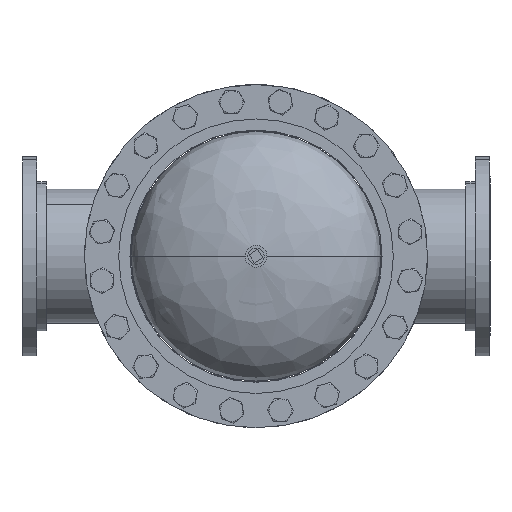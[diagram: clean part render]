
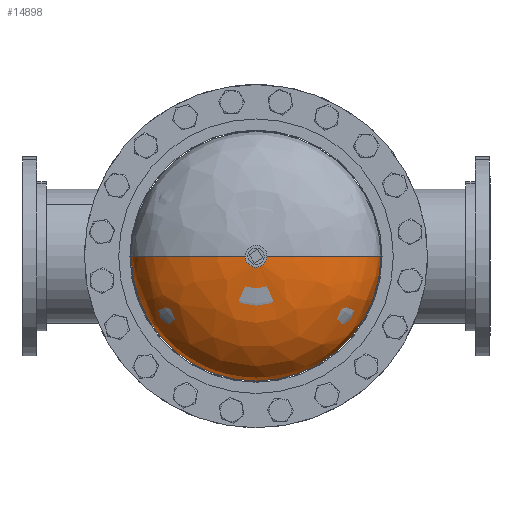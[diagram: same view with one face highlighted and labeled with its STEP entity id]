
A CAD part, front view. The second image highlights one B-rep face of the part: STEP entity #14898.
In plain terms, the highlighted free-form (B-spline) face has degree [3, 3] with [4, 4] control points.
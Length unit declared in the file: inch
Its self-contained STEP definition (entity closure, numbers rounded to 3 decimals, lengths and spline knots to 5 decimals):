
#4 = CARTESIAN_POINT ( 'NONE',  ( -10., 0.5575, 0. ) ) ;
#253 = CARTESIAN_POINT ( 'NONE',  ( 0.75, 5.60574, 0. ) ) ;
#344 = ORIENTED_EDGE ( 'NONE', *, *, #749, .T. ) ;
#500 = CIRCLE ( 'NONE', #17860, 10. ) ;
#749 = EDGE_CURVE ( 'NONE', #11374, #9935, #9349, .T. ) ;
#915 = DIRECTION ( 'NONE',  ( 0., -1., 0. ) ) ;
#1165 = CARTESIAN_POINT ( 'NONE',  ( -10., 3.34945, 0. ) ) ;
#1426 = CARTESIAN_POINT ( 'NONE',  ( 6.24942, 5.39635, -12.49885 ) ) ;
#1492 = CARTESIAN_POINT ( 'NONE',  ( 0., 5.60574, -0.75 ) ) ;
#1601 = CARTESIAN_POINT ( 'NONE',  ( -10., 3.34945, 0. ) ) ;
#1998 = DIRECTION ( 'NONE',  ( 0., 0., -1. ) ) ;
#2570 = ORIENTED_EDGE ( 'NONE', *, *, #9358, .T. ) ;
#2660 = CARTESIAN_POINT ( 'NONE',  ( -6.24942, 5.39635, 0. ) ) ;
#2827 = CARTESIAN_POINT ( 'NONE',  ( 0.75, 5.60574, 0. ) ) ;
#3195 = CARTESIAN_POINT ( 'NONE',  ( -0.75, 5.60574, -1.5 ) ) ;
#3305 = DIRECTION ( 'NONE',  ( 0., -1., 0. ) ) ;
#3589 = DIRECTION ( 'NONE',  ( 0., -1., 0. ) ) ;
#3693 = DIRECTION ( 'NONE',  ( 0., 0., -1. ) ) ;
#4207 = DIRECTION ( 'NONE',  ( 0., -1., 0. ) ) ;
#4475 = CARTESIAN_POINT ( 'NONE',  ( -6.24942, 5.39635, -12.49885 ) ) ;
#4566 = CARTESIAN_POINT ( 'NONE',  ( 0.75, 5.60574, -1.5 ) ) ;
#4647 = VERTEX_POINT ( 'NONE', #253 ) ;
#5181 = AXIS2_PLACEMENT_3D ( 'NONE', #14949, #3589, #6383 ) ;
#5720 = VERTEX_POINT ( 'NONE', #15144 ) ;
#6383 = DIRECTION ( 'NONE',  ( 0., 0., -1. ) ) ;
#6634 = CARTESIAN_POINT ( 'NONE',  ( 10., 0.5575, 0. ) ) ;
#6818 = DIRECTION ( 'NONE',  ( 0., 0., -1. ) ) ;
#6835 = CARTESIAN_POINT ( 'NONE',  ( -10., 0.5575, 0. ) ) ;
#7191 =( BOUNDED_CURVE ( )  B_SPLINE_CURVE ( 3, ( #15111, #9515, #8311, #11235 ),
 .UNSPECIFIED., .F., .T. ) 
 B_SPLINE_CURVE_WITH_KNOTS ( ( 4, 4 ),
 ( 1.64587, 3.14159 ),
 .UNSPECIFIED. ) 
 CURVE ( )  GEOMETRIC_REPRESENTATION_ITEM ( )  RATIONAL_B_SPLINE_CURVE ( ( 1., 0.822, 0.822, 1. ) ) 
 REPRESENTATION_ITEM ( '' )  );
#7390 = FACE_OUTER_BOUND ( 'NONE', #11544, .T. ) ;
#8062 = ORIENTED_EDGE ( 'NONE', *, *, #17337, .F. ) ;
#8311 = CARTESIAN_POINT ( 'NONE',  ( 10., 3.34945, 0. ) ) ;
#8420 = ORIENTED_EDGE ( 'NONE', *, *, #17477, .T. ) ;
#8784 = EDGE_CURVE ( 'NONE', #11374, #11067, #11636, .T. ) ;
#9349 = CIRCLE ( 'NONE', #15712, 0.75 ) ;
#9358 = EDGE_CURVE ( 'NONE', #4647, #16006, #7191, .T. ) ;
#9515 = CARTESIAN_POINT ( 'NONE',  ( 6.24942, 5.39635, 0. ) ) ;
#9897 = CARTESIAN_POINT ( 'NONE',  ( -10., 0.5575, -20. ) ) ;
#9935 = VERTEX_POINT ( 'NONE', #1492 ) ;
#10000 = CARTESIAN_POINT ( 'NONE',  ( -10., 3.34945, -20. ) ) ;
#11067 = VERTEX_POINT ( 'NONE', #15664 ) ;
#11235 = CARTESIAN_POINT ( 'NONE',  ( 10., 0.5575, 0. ) ) ;
#11326 = CARTESIAN_POINT ( 'NONE',  ( -0.75, 5.60574, 0. ) ) ;
#11374 = VERTEX_POINT ( 'NONE', #16680 ) ;
#11544 = EDGE_LOOP ( 'NONE', ( #15851, #344, #8420, #2570, #12732, #8062 ) ) ;
#11636 =( BOUNDED_CURVE ( )  B_SPLINE_CURVE ( 3, ( #14296, #2660, #1165, #6835 ),
 .UNSPECIFIED., .F., .T. ) 
 B_SPLINE_CURVE_WITH_KNOTS ( ( 4, 4 ),
 ( 1.64587, 3.14159 ),
 .UNSPECIFIED. ) 
 CURVE ( )  GEOMETRIC_REPRESENTATION_ITEM ( )  RATIONAL_B_SPLINE_CURVE ( ( 1., 0.822, 0.822, 1. ) ) 
 REPRESENTATION_ITEM ( '' )  );
#12596 = CARTESIAN_POINT ( 'NONE',  ( 0., 5.60574, 0. ) ) ;
#12732 = ORIENTED_EDGE ( 'NONE', *, *, #18148, .F. ) ;
#12845 = CARTESIAN_POINT ( 'NONE',  ( -6.24942, 5.39635, 0. ) ) ;
#13130 = CARTESIAN_POINT ( 'NONE',  ( 6.24942, 5.39635, 0. ) ) ;
#13304 = CIRCLE ( 'NONE', #5181, 10. ) ;
#13362 = AXIS2_PLACEMENT_3D ( 'NONE', #17079, #4207, #6818 ) ;
#14296 = CARTESIAN_POINT ( 'NONE',  ( -0.75, 5.60574, 0. ) ) ;
#14548 = CARTESIAN_POINT ( 'NONE',  ( 10., 0.5575, -20. ) ) ;
#14773 =( BOUNDED_SURFACE ( )  B_SPLINE_SURFACE ( 3, 3, ( 
 ( #11326, #3195, #4566, #2827 ),
 ( #12845, #4475, #1426, #13130 ),
 ( #1601, #10000, #17266, #17078 ),
 ( #4, #9897, #14548, #18471 ) ),
 .UNSPECIFIED., .F., .F., .T. ) 
 B_SPLINE_SURFACE_WITH_KNOTS ( ( 4, 4 ),
 ( 4, 4 ),
 ( 0., 1. ),
 ( 0., 1. ),
 .UNSPECIFIED. ) 
 GEOMETRIC_REPRESENTATION_ITEM ( )  RATIONAL_B_SPLINE_SURFACE ( (
 ( 1., 0.333, 0.333, 1.),
 ( 0.822, 0.274, 0.274, 0.822),
 ( 0.822, 0.274, 0.274, 0.822),
 ( 1., 0.333, 0.333, 1.) ) ) 
 REPRESENTATION_ITEM ( '' )  SURFACE ( )  );
#14898 = ADVANCED_FACE ( 'NONE', ( #7390 ), #14773, .F. ) ;
#14949 = CARTESIAN_POINT ( 'NONE',  ( 0., 0.5575, 0. ) ) ;
#15111 = CARTESIAN_POINT ( 'NONE',  ( 0.75, 5.60574, 0. ) ) ;
#15144 = CARTESIAN_POINT ( 'NONE',  ( 0., 0.5575, -10. ) ) ;
#15664 = CARTESIAN_POINT ( 'NONE',  ( -10., 0.5575, 0. ) ) ;
#15712 = AXIS2_PLACEMENT_3D ( 'NONE', #12596, #915, #3693 ) ;
#15851 = ORIENTED_EDGE ( 'NONE', *, *, #8784, .F. ) ;
#16006 = VERTEX_POINT ( 'NONE', #6634 ) ;
#16661 = CIRCLE ( 'NONE', #13362, 0.75 ) ;
#16680 = CARTESIAN_POINT ( 'NONE',  ( -0.75, 5.60574, 0. ) ) ;
#17078 = CARTESIAN_POINT ( 'NONE',  ( 10., 3.34945, 0. ) ) ;
#17079 = CARTESIAN_POINT ( 'NONE',  ( 0., 5.60574, 0. ) ) ;
#17266 = CARTESIAN_POINT ( 'NONE',  ( 10., 3.34945, -20. ) ) ;
#17337 = EDGE_CURVE ( 'NONE', #11067, #5720, #500, .T. ) ;
#17378 = CARTESIAN_POINT ( 'NONE',  ( 0., 0.5575, 0. ) ) ;
#17477 = EDGE_CURVE ( 'NONE', #9935, #4647, #16661, .T. ) ;
#17860 = AXIS2_PLACEMENT_3D ( 'NONE', #17378, #3305, #1998 ) ;
#18148 = EDGE_CURVE ( 'NONE', #5720, #16006, #13304, .T. ) ;
#18471 = CARTESIAN_POINT ( 'NONE',  ( 10., 0.5575, 0. ) ) ;
